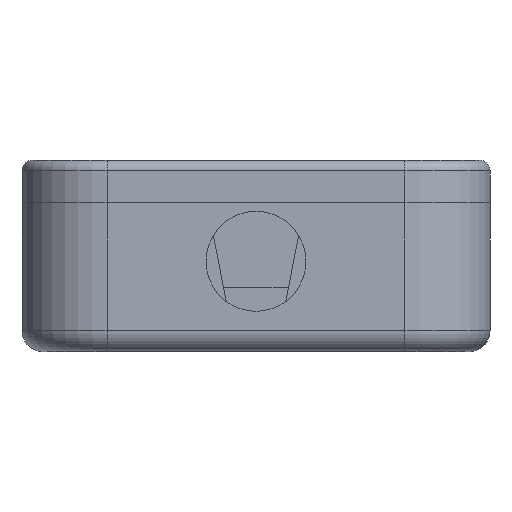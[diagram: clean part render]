
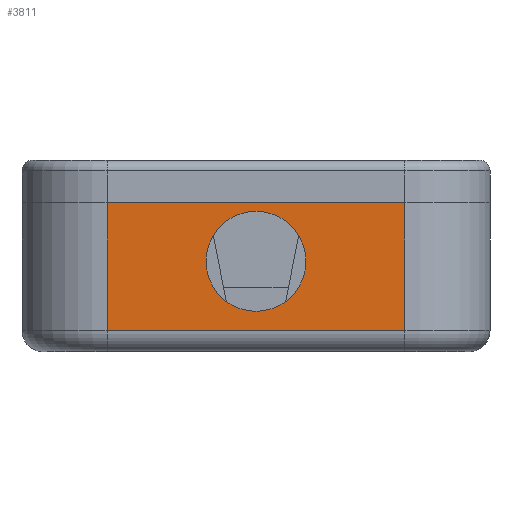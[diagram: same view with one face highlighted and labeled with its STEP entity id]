
A CAD part, front view. The second image highlights one B-rep face of the part: STEP entity #3811.
In plain terms, the highlighted planar face has unit normal (0, -1, 0).
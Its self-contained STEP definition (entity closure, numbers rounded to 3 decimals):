
#28 = VERTEX_POINT ( 'NONE', #6700 ) ;
#198 = CARTESIAN_POINT ( 'NONE',  ( 0., -150.13, -1.8 ) ) ;
#436 = PLANE ( 'NONE',  #2905 ) ;
#480 = CIRCLE ( 'NONE', #2673, 4.7 ) ;
#726 = LINE ( 'NONE', #6512, #4669 ) ;
#779 = DIRECTION ( 'NONE',  ( 1., 0., 0. ) ) ;
#1124 = DIRECTION ( 'NONE',  ( 0., 0., -1. ) ) ;
#1376 = DIRECTION ( 'NONE',  ( 0., 0., -1. ) ) ;
#1633 = VERTEX_POINT ( 'NONE', #5946 ) ;
#1888 = VECTOR ( 'NONE', #779, 1000. ) ;
#1997 = ORIENTED_EDGE ( 'NONE', *, *, #2380, .T. ) ;
#2011 = CARTESIAN_POINT ( 'NONE',  ( 0., -150.13, -11.2 ) ) ;
#2034 = ORIENTED_EDGE ( 'NONE', *, *, #5027, .T. ) ;
#2189 = ORIENTED_EDGE ( 'NONE', *, *, #7294, .T. ) ;
#2380 = EDGE_CURVE ( 'NONE', #1633, #4253, #3106, .T. ) ;
#2673 = AXIS2_PLACEMENT_3D ( 'NONE', #6630, #3139, #1376 ) ;
#2720 = DIRECTION ( 'NONE',  ( 0., 0., -1. ) ) ;
#2832 = LINE ( 'NONE', #5182, #4503 ) ;
#2905 = AXIS2_PLACEMENT_3D ( 'NONE', #3882, #4962, #2720 ) ;
#3106 = LINE ( 'NONE', #7125, #1888 ) ;
#3139 = DIRECTION ( 'NONE',  ( 0., -1., 0. ) ) ;
#3231 = FACE_OUTER_BOUND ( 'NONE', #5612, .T. ) ;
#3320 = CARTESIAN_POINT ( 'NONE',  ( 14., -150.13, -15. ) ) ;
#3358 = CARTESIAN_POINT ( 'NONE',  ( 14., -150.13, -1. ) ) ;
#3652 = EDGE_CURVE ( 'NONE', #3683, #7271, #7439, .T. ) ;
#3683 = VERTEX_POINT ( 'NONE', #2011 ) ;
#3811 = ADVANCED_FACE ( 'NONE', ( #7432, #3231 ), #436, .T. ) ;
#3882 = CARTESIAN_POINT ( 'NONE',  ( -22., -150.13, -15. ) ) ;
#4036 = LINE ( 'NONE', #3320, #5275 ) ;
#4253 = VERTEX_POINT ( 'NONE', #7496 ) ;
#4503 = VECTOR ( 'NONE', #6933, 1000. ) ;
#4613 = ORIENTED_EDGE ( 'NONE', *, *, #6302, .T. ) ;
#4669 = VECTOR ( 'NONE', #6062, 1000. ) ;
#4878 = AXIS2_PLACEMENT_3D ( 'NONE', #6908, #5739, #1124 ) ;
#4962 = DIRECTION ( 'NONE',  ( 0., -1., 0. ) ) ;
#5027 = EDGE_CURVE ( 'NONE', #7504, #28, #2832, .T. ) ;
#5182 = CARTESIAN_POINT ( 'NONE',  ( -22., -150.13, -1. ) ) ;
#5275 = VECTOR ( 'NONE', #6384, 1000. ) ;
#5407 = EDGE_CURVE ( 'NONE', #7271, #3683, #480, .T. ) ;
#5612 = EDGE_LOOP ( 'NONE', ( #4613, #2034, #2189, #1997 ) ) ;
#5739 = DIRECTION ( 'NONE',  ( 0., -1., 0. ) ) ;
#5946 = CARTESIAN_POINT ( 'NONE',  ( -14., -150.13, -13. ) ) ;
#6062 = DIRECTION ( 'NONE',  ( 0., 0., -1. ) ) ;
#6302 = EDGE_CURVE ( 'NONE', #4253, #7504, #4036, .T. ) ;
#6384 = DIRECTION ( 'NONE',  ( 0., 0., 1. ) ) ;
#6389 = ORIENTED_EDGE ( 'NONE', *, *, #5407, .F. ) ;
#6512 = CARTESIAN_POINT ( 'NONE',  ( -14., -150.13, -15. ) ) ;
#6630 = CARTESIAN_POINT ( 'NONE',  ( 0., -150.13, -6.5 ) ) ;
#6700 = CARTESIAN_POINT ( 'NONE',  ( -14., -150.13, -1. ) ) ;
#6711 = EDGE_LOOP ( 'NONE', ( #7352, #6389 ) ) ;
#6908 = CARTESIAN_POINT ( 'NONE',  ( 0., -150.13, -6.5 ) ) ;
#6933 = DIRECTION ( 'NONE',  ( -1., 0., 0. ) ) ;
#7125 = CARTESIAN_POINT ( 'NONE',  ( 14., -150.13, -13. ) ) ;
#7271 = VERTEX_POINT ( 'NONE', #198 ) ;
#7294 = EDGE_CURVE ( 'NONE', #28, #1633, #726, .T. ) ;
#7352 = ORIENTED_EDGE ( 'NONE', *, *, #3652, .F. ) ;
#7432 = FACE_BOUND ( 'NONE', #6711, .T. ) ;
#7439 = CIRCLE ( 'NONE', #4878, 4.7 ) ;
#7496 = CARTESIAN_POINT ( 'NONE',  ( 14., -150.13, -13. ) ) ;
#7504 = VERTEX_POINT ( 'NONE', #3358 ) ;
